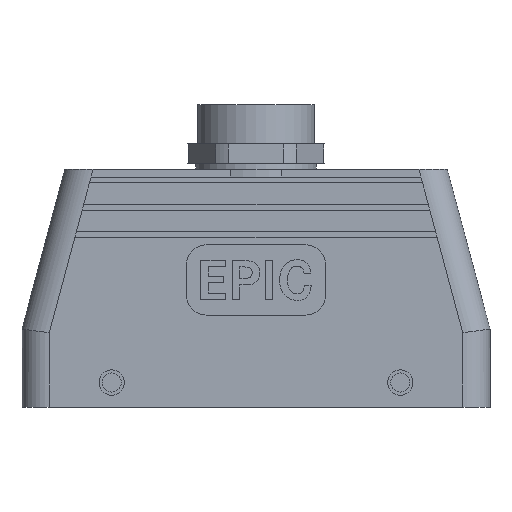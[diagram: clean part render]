
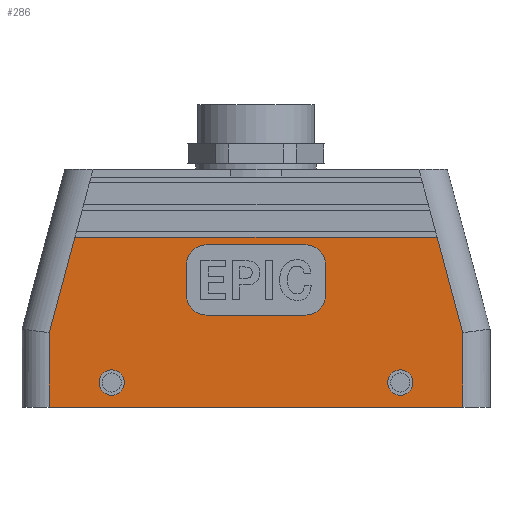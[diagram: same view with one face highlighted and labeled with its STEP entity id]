
A CAD part, front view. The second image highlights one B-rep face of the part: STEP entity #286.
In plain terms, the highlighted planar face has unit normal (0, -1, 0).
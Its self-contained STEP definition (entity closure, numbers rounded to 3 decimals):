
#286 = ADVANCED_FACE( '', ( #705, #706, #707, #708 ), #709, .F. );
#705 = FACE_BOUND( '', #1284, .T. );
#706 = FACE_BOUND( '', #1285, .T. );
#707 = FACE_OUTER_BOUND( '', #1286, .T. );
#708 = FACE_BOUND( '', #1287, .T. );
#709 = PLANE( '', #1288 );
#1284 = EDGE_LOOP( '', ( #2142 ) );
#1285 = EDGE_LOOP( '', ( #2143, #2144, #2145, #2146, #2147, #2148, #2149, #2150 ) );
#1286 = EDGE_LOOP( '', ( #2151, #2152, #2153, #2154, #2155, #2156 ) );
#1287 = EDGE_LOOP( '', ( #2157 ) );
#1288 = AXIS2_PLACEMENT_3D( '', #2158, #2159, #2160 );
#2142 = ORIENTED_EDGE( '', *, *, #3542, .T. );
#2143 = ORIENTED_EDGE( '', *, *, #3543, .T. );
#2144 = ORIENTED_EDGE( '', *, *, #3544, .T. );
#2145 = ORIENTED_EDGE( '', *, *, #3419, .T. );
#2146 = ORIENTED_EDGE( '', *, *, #3545, .T. );
#2147 = ORIENTED_EDGE( '', *, *, #3546, .T. );
#2148 = ORIENTED_EDGE( '', *, *, #3547, .T. );
#2149 = ORIENTED_EDGE( '', *, *, #3548, .T. );
#2150 = ORIENTED_EDGE( '', *, *, #3549, .T. );
#2151 = ORIENTED_EDGE( '', *, *, #3369, .F. );
#2152 = ORIENTED_EDGE( '', *, *, #3550, .F. );
#2153 = ORIENTED_EDGE( '', *, *, #3551, .T. );
#2154 = ORIENTED_EDGE( '', *, *, #3552, .T. );
#2155 = ORIENTED_EDGE( '', *, *, #3553, .T. );
#2156 = ORIENTED_EDGE( '', *, *, #3554, .F. );
#2157 = ORIENTED_EDGE( '', *, *, #3555, .F. );
#2158 = CARTESIAN_POINT( '', ( -60., -21.5, 20. ) );
#2159 = DIRECTION( '', ( 0., 1., 0. ) );
#2160 = DIRECTION( '', ( -1., 0., 0. ) );
#3369 = EDGE_CURVE( '', #3992, #3979, #3994, .F. );
#3419 = EDGE_CURVE( '', #4079, #4080, #4081, .T. );
#3542 = EDGE_CURVE( '', #4281, #4281, #4282, .F. );
#3543 = EDGE_CURVE( '', #4283, #4284, #4285, .T. );
#3544 = EDGE_CURVE( '', #4284, #4079, #4286, .T. );
#3545 = EDGE_CURVE( '', #4080, #4287, #4288, .T. );
#3546 = EDGE_CURVE( '', #4287, #4289, #4290, .T. );
#3547 = EDGE_CURVE( '', #4289, #4291, #4292, .T. );
#3548 = EDGE_CURVE( '', #4291, #4293, #4294, .T. );
#3549 = EDGE_CURVE( '', #4293, #4283, #4295, .T. );
#3550 = EDGE_CURVE( '', #4143, #3992, #4296, .T. );
#3551 = EDGE_CURVE( '', #4143, #4297, #4298, .F. );
#3552 = EDGE_CURVE( '', #4297, #4299, #4300, .T. );
#3553 = EDGE_CURVE( '', #4299, #4301, #4302, .T. );
#3554 = EDGE_CURVE( '', #3979, #4301, #4303, .T. );
#3555 = EDGE_CURVE( '', #4304, #4304, #4305, .F. );
#3979 = VERTEX_POINT( '', #4916 );
#3992 = VERTEX_POINT( '', #4934 );
#3994 = LINE( '', #4937, #4938 );
#4079 = VERTEX_POINT( '', #5058 );
#4080 = VERTEX_POINT( '', #5059 );
#4081 = CIRCLE( '', #5060, 5. );
#4143 = VERTEX_POINT( '', #5200 );
#4281 = VERTEX_POINT( '', #5410 );
#4282 = CIRCLE( '', #5411, 3.25 );
#4283 = VERTEX_POINT( '', #5412 );
#4284 = VERTEX_POINT( '', #5413 );
#4285 = CIRCLE( '', #5414, 5. );
#4286 = LINE( '', #5415, #5416 );
#4287 = VERTEX_POINT( '', #5417 );
#4288 = LINE( '', #5418, #5419 );
#4289 = VERTEX_POINT( '', #5420 );
#4290 = CIRCLE( '', #5421, 5. );
#4291 = VERTEX_POINT( '', #5422 );
#4292 = LINE( '', #5423, #5424 );
#4293 = VERTEX_POINT( '', #5425 );
#4294 = CIRCLE( '', #5426, 5. );
#4295 = LINE( '', #5427, #5428 );
#4296 = LINE( '', #5429, #5430 );
#4297 = VERTEX_POINT( '', #5431 );
#4298 = LINE( '', #5432, #5433 );
#4299 = VERTEX_POINT( '', #5434 );
#4300 = LINE( '', #5435, #5436 );
#4301 = VERTEX_POINT( '', #5437 );
#4302 = LINE( '', #5438, #5439 );
#4303 = LINE( '', #5440, #5441 );
#4304 = VERTEX_POINT( '', #5442 );
#4305 = CIRCLE( '', #5443, 3.25 );
#4916 = CARTESIAN_POINT( '', ( 53., -21.5, 19.078 ) );
#4934 = CARTESIAN_POINT( '', ( 46.456, -21.5, 43.5 ) );
#4937 = CARTESIAN_POINT( '', ( 53.239, -21.5, 18.188 ) );
#4938 = VECTOR( '', #6163, 1000. );
#5058 = CARTESIAN_POINT( '', ( 12.801, -21.5, 41.6 ) );
#5059 = CARTESIAN_POINT( '', ( 17.801, -21.5, 36.6 ) );
#5060 = AXIS2_PLACEMENT_3D( '', #6196, #6197, #6198 );
#5200 = CARTESIAN_POINT( '', ( -46.456, -21.5, 43.5 ) );
#5410 = CARTESIAN_POINT( '', ( 40.25, -21.5, 6.3 ) );
#5411 = AXIS2_PLACEMENT_3D( '', #6338, #6339, #6340 );
#5412 = CARTESIAN_POINT( '', ( -17.801, -21.5, 36.6 ) );
#5413 = CARTESIAN_POINT( '', ( -12.801, -21.5, 41.6 ) );
#5414 = AXIS2_PLACEMENT_3D( '', #6341, #6342, #6343 );
#5415 = CARTESIAN_POINT( '', ( -12.801, -21.5, 41.6 ) );
#5416 = VECTOR( '', #6344, 1000. );
#5417 = CARTESIAN_POINT( '', ( 17.801, -21.5, 28.6 ) );
#5418 = CARTESIAN_POINT( '', ( 17.801, -21.5, 36.6 ) );
#5419 = VECTOR( '', #6345, 1000. );
#5420 = CARTESIAN_POINT( '', ( 12.801, -21.5, 23.6 ) );
#5421 = AXIS2_PLACEMENT_3D( '', #6346, #6347, #6348 );
#5422 = CARTESIAN_POINT( '', ( -12.801, -21.5, 23.6 ) );
#5423 = CARTESIAN_POINT( '', ( -12.801, -21.5, 23.6 ) );
#5424 = VECTOR( '', #6349, 1000. );
#5425 = CARTESIAN_POINT( '', ( -17.801, -21.5, 28.6 ) );
#5426 = AXIS2_PLACEMENT_3D( '', #6350, #6351, #6352 );
#5427 = CARTESIAN_POINT( '', ( -17.801, -21.5, 28.6 ) );
#5428 = VECTOR( '', #6353, 1000. );
#5429 = CARTESIAN_POINT( '', ( -46.456, -21.5, 43.5 ) );
#5430 = VECTOR( '', #6354, 1000. );
#5431 = CARTESIAN_POINT( '', ( -53., -21.5, 19.078 ) );
#5432 = CARTESIAN_POINT( '', ( -53.239, -21.5, 18.188 ) );
#5433 = VECTOR( '', #6355, 1000. );
#5434 = CARTESIAN_POINT( '', ( -53., -21.5, 0. ) );
#5435 = CARTESIAN_POINT( '', ( -53., -21.5, 20. ) );
#5436 = VECTOR( '', #6356, 1000. );
#5437 = CARTESIAN_POINT( '', ( 53., -21.5, 0. ) );
#5438 = CARTESIAN_POINT( '', ( -60., -21.5, 0. ) );
#5439 = VECTOR( '', #6357, 1000. );
#5440 = CARTESIAN_POINT( '', ( 53., -21.5, 20. ) );
#5441 = VECTOR( '', #6358, 1000. );
#5442 = CARTESIAN_POINT( '', ( -40.25, -21.5, 6.3 ) );
#5443 = AXIS2_PLACEMENT_3D( '', #6359, #6360, #6361 );
#6163 = DIRECTION( '', ( -0.259, 0., 0.966 ) );
#6196 = CARTESIAN_POINT( '', ( 12.801, -21.5, 36.6 ) );
#6197 = DIRECTION( '', ( 0., 1., 0. ) );
#6198 = DIRECTION( '', ( -1., 0., 0. ) );
#6338 = CARTESIAN_POINT( '', ( 37., -21.5, 6.3 ) );
#6339 = DIRECTION( '', ( 0., -1., 0. ) );
#6340 = DIRECTION( '', ( 1., 0., 0. ) );
#6341 = CARTESIAN_POINT( '', ( -12.801, -21.5, 36.6 ) );
#6342 = DIRECTION( '', ( 0., 1., 0. ) );
#6343 = DIRECTION( '', ( 1., 0., 0. ) );
#6344 = DIRECTION( '', ( 1., 0., 0. ) );
#6345 = DIRECTION( '', ( 0., 0., -1. ) );
#6346 = CARTESIAN_POINT( '', ( 12.801, -21.5, 28.6 ) );
#6347 = DIRECTION( '', ( 0., 1., 0. ) );
#6348 = DIRECTION( '', ( 1., 0., 0. ) );
#6349 = DIRECTION( '', ( -1., 0., 0. ) );
#6350 = CARTESIAN_POINT( '', ( -12.801, -21.5, 28.6 ) );
#6351 = DIRECTION( '', ( 0., 1., 0. ) );
#6352 = DIRECTION( '', ( 1., 0., 0. ) );
#6353 = DIRECTION( '', ( 0., 0., 1. ) );
#6354 = DIRECTION( '', ( 1., 0., 0. ) );
#6355 = DIRECTION( '', ( 0.259, 0., 0.966 ) );
#6356 = DIRECTION( '', ( 0., 0., -1. ) );
#6357 = DIRECTION( '', ( 1., 0., 0. ) );
#6358 = DIRECTION( '', ( 0., 0., -1. ) );
#6359 = CARTESIAN_POINT( '', ( -37., -21.5, 6.3 ) );
#6360 = DIRECTION( '', ( 0., 1., 0. ) );
#6361 = DIRECTION( '', ( -1., 0., 0. ) );
